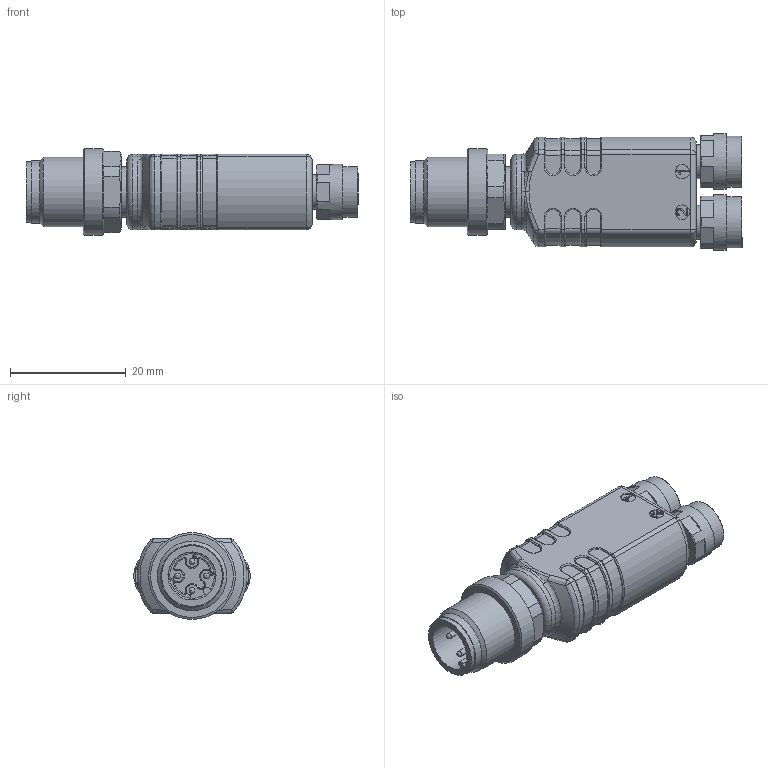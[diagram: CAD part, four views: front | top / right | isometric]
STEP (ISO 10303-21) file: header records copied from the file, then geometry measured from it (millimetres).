
FILE_DESCRIPTION(/* description */ (''),/* implementation_level */ '2;1');
FILE_NAME(/* name */ 'Y-FS4M12-2AL-SKP3.stp',/* time_stamp */ '2022-05-03T11:20:07+02:00',/* author */ (''),/* organization */ (''),/* preprocessor_version */ 'ST-DEVELOPER v16',/* originating_system */ 'SIEMENS PLM Software NX 10.0',/* authorisation */ '');
FILE_SCHEMA (('AUTOMOTIVE_DESIGN { 1 0 10303 214 3 1 1 1 }'));
Bounding box: 57.3 x 20.1 x 15 mm (x, y, z)
Volume: 9291.8 mm3; surface area: 4451.8 mm2
Topology: 1 solids, 1 shells, 473 faces, 1172 edges, 738 vertices
Faces by surface type: plane 151, cylinder 140, torus 66, extrusion 53, cone 29, bspline 22, sphere 12
Full cylindrical faces by diameter (mm): 1 x4, 1.1 x6, 2.5 x4, 5.7 x2, 5.9 x2, 7.2 x2, 8.3 x1, 8.7 x1, 8.8 x2, 9.6 x2, 10.5 x1, 10.8 x1, 12 x1, 13 x1, 15 x1
Entity records: 16442 total; most frequent: CRTPNT 5644, DRCTN 2208, ORNEDG 2194, EDGCRV 1097, A2PL3D 847, VRTPNT 710, EDGLP 557, VECTOR 514
